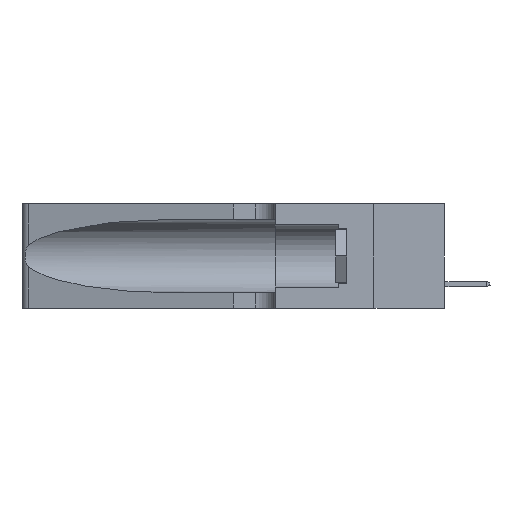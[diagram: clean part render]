
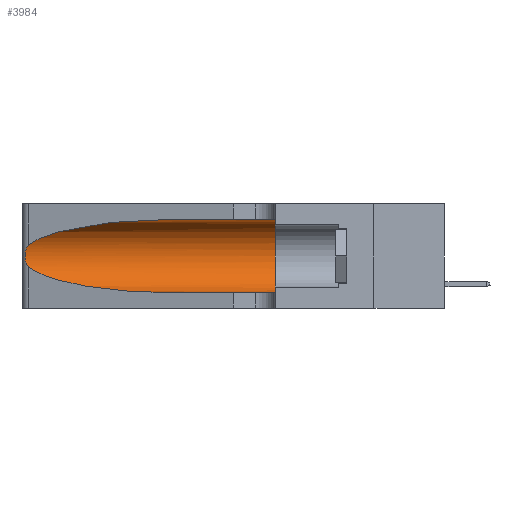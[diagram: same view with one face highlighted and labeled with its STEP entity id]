
A CAD part, left-side view. The second image highlights one B-rep face of the part: STEP entity #3984.
In plain terms, the highlighted cylindrical face has radius 3.308 mm (diameter 6.617 mm), a partial arc.
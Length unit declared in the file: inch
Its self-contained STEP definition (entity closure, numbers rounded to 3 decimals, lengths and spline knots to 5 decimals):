
#348 = CARTESIAN_POINT ( 'NONE',  ( 0.25487, 1.22718, 0.14631 ) ) ;
#1011 = CARTESIAN_POINT ( 'NONE',  ( 0.26075, 1.23896, 0.178 ) ) ;
#3332 =( BOUNDED_CURVE ( )  B_SPLINE_CURVE ( 3, ( #46798, #12465, #8630, #34633 ),
 .UNSPECIFIED., .F., .F. ) 
 B_SPLINE_CURVE_WITH_KNOTS ( ( 4, 4 ),
 ( 1.5708, 2.84003 ),
 .UNSPECIFIED. ) 
 CURVE ( )  GEOMETRIC_REPRESENTATION_ITEM ( )  RATIONAL_B_SPLINE_CURVE ( ( 1., 0.87, 0.87, 1. ) ) 
 REPRESENTATION_ITEM ( '' )  );
#3984 = ADVANCED_FACE ( 'NONE', ( #18221 ), #37314, .F. ) ;
#4781 =( BOUNDED_CURVE ( )  B_SPLINE_CURVE ( 3, ( #38924, #31567, #12599, #8950 ),
 .UNSPECIFIED., .F., .F. ) 
 B_SPLINE_CURVE_WITH_KNOTS ( ( 4, 4 ),
 ( 3.44316, 4.71239 ),
 .UNSPECIFIED. ) 
 CURVE ( )  GEOMETRIC_REPRESENTATION_ITEM ( )  RATIONAL_B_SPLINE_CURVE ( ( 1., 0.87, 0.87, 1. ) ) 
 REPRESENTATION_ITEM ( '' )  );
#4824 = CARTESIAN_POINT ( 'NONE',  ( 0.26017, 1.23833, 0.17102 ) ) ;
#5811 = CARTESIAN_POINT ( 'NONE',  ( 0.25487, 1.22718, 0.14631 ) ) ;
#6834 = DIRECTION ( 'NONE',  ( 0., -1., 0. ) ) ;
#7867 = CARTESIAN_POINT ( 'NONE',  ( 0.25856, 1.23593, 0.16098 ) ) ;
#8164 = CARTESIAN_POINT ( 'NONE',  ( 0.25639, 1.23184, 0.21858 ) ) ;
#8518 = EDGE_CURVE ( 'NONE', #40862, #46880, #45201, .T. ) ;
#8630 = CARTESIAN_POINT ( 'NONE',  ( 0.2373, 1.15595, 0.28018 ) ) ;
#8824 = CARTESIAN_POINT ( 'NONE',  ( 0.1305, 0.35, 0.31525 ) ) ;
#8950 = CARTESIAN_POINT ( 'NONE',  ( 0.1305, 0.72297, 0.05475 ) ) ;
#9412 = VECTOR ( 'NONE', #25726, 39.37008 ) ;
#11678 = CARTESIAN_POINT ( 'NONE',  ( 0.25789, 1.23486, 0.15765 ) ) ;
#11853 = CARTESIAN_POINT ( 'NONE',  ( 0.25487, 1.22718, 0.22369 ) ) ;
#12465 = CARTESIAN_POINT ( 'NONE',  ( 0.18966, 0.96281, 0.31525 ) ) ;
#12493 = CARTESIAN_POINT ( 'NONE',  ( 0.1305, 0.72297, 0.31525 ) ) ;
#12576 = CARTESIAN_POINT ( 'NONE',  ( 0.25487, 1.22718, 0.22369 ) ) ;
#12599 = CARTESIAN_POINT ( 'NONE',  ( 0.18966, 0.96281, 0.05475 ) ) ;
#12786 = ORIENTED_EDGE ( 'NONE', *, *, #25170, .F. ) ;
#13735 = B_SPLINE_CURVE_WITH_KNOTS ( 'NONE', 3,
 ( #11853, #35165, #8164, #16138, #42804, #19988, #15485, #1011, #4824, #7867, #11678, #34520, #42157, #348 ),
 .UNSPECIFIED., .F., .F.,
 ( 4, 2, 2, 2, 2, 2, 4 ),
 ( 0., 0.00027, 0.00053, 0.00107, 0.0016, 0.00187, 0.00214 ),
 .UNSPECIFIED. ) ;
#14396 = CARTESIAN_POINT ( 'NONE',  ( 0.1305, 0.72297, 0.05475 ) ) ;
#14888 = DIRECTION ( 'NONE',  ( 0., 0., 1. ) ) ;
#15485 = CARTESIAN_POINT ( 'NONE',  ( 0.26075, 1.23896, 0.19203 ) ) ;
#16138 = CARTESIAN_POINT ( 'NONE',  ( 0.25787, 1.23484, 0.2124 ) ) ;
#16558 = VERTEX_POINT ( 'NONE', #14396 ) ;
#17630 = CARTESIAN_POINT ( 'NONE',  ( 0.1305, 1.61858, 0.05475 ) ) ;
#17771 = LINE ( 'NONE', #44286, #9412 ) ;
#18221 = FACE_OUTER_BOUND ( 'NONE', #21549, .T. ) ;
#18867 = ORIENTED_EDGE ( 'NONE', *, *, #26148, .T. ) ;
#19386 = CARTESIAN_POINT ( 'NONE',  ( 0.1305, 1.61858, 0.185 ) ) ;
#19988 = CARTESIAN_POINT ( 'NONE',  ( 0.26018, 1.23835, 0.19895 ) ) ;
#21549 = EDGE_LOOP ( 'NONE', ( #18867, #33308, #31408, #29452, #24953, #12786 ) ) ;
#22686 = DIRECTION ( 'NONE',  ( 0., 1., 0. ) ) ;
#24953 = ORIENTED_EDGE ( 'NONE', *, *, #8518, .F. ) ;
#25170 = EDGE_CURVE ( 'NONE', #39997, #40862, #17771, .T. ) ;
#25726 = DIRECTION ( 'NONE',  ( 0., -1., 0. ) ) ;
#26148 = EDGE_CURVE ( 'NONE', #39997, #32209, #3332, .T. ) ;
#27819 = EDGE_CURVE ( 'NONE', #16558, #46880, #40234, .T. ) ;
#29452 = ORIENTED_EDGE ( 'NONE', *, *, #27819, .T. ) ;
#31408 = ORIENTED_EDGE ( 'NONE', *, *, #35088, .T. ) ;
#31567 = CARTESIAN_POINT ( 'NONE',  ( 0.2373, 1.15595, 0.08982 ) ) ;
#31714 = AXIS2_PLACEMENT_3D ( 'NONE', #37743, #22686, #14888 ) ;
#32209 = VERTEX_POINT ( 'NONE', #12576 ) ;
#33308 = ORIENTED_EDGE ( 'NONE', *, *, #48874, .T. ) ;
#34092 = DIRECTION ( 'NONE',  ( 0., 0., -1. ) ) ;
#34520 = CARTESIAN_POINT ( 'NONE',  ( 0.25639, 1.23186, 0.15144 ) ) ;
#34633 = CARTESIAN_POINT ( 'NONE',  ( 0.25487, 1.22718, 0.22369 ) ) ;
#35088 = EDGE_CURVE ( 'NONE', #48317, #16558, #4781, .T. ) ;
#35165 = CARTESIAN_POINT ( 'NONE',  ( 0.25555, 1.22994, 0.2215 ) ) ;
#37314 = CYLINDRICAL_SURFACE ( 'NONE', #47603, 0.13025 ) ;
#37743 = CARTESIAN_POINT ( 'NONE',  ( 0.1305, 0.35, 0.185 ) ) ;
#38924 = CARTESIAN_POINT ( 'NONE',  ( 0.25487, 1.22718, 0.14631 ) ) ;
#39912 = CARTESIAN_POINT ( 'NONE',  ( 0.1305, 0.35, 0.05475 ) ) ;
#39997 = VERTEX_POINT ( 'NONE', #12493 ) ;
#40234 = LINE ( 'NONE', #17630, #49143 ) ;
#40862 = VERTEX_POINT ( 'NONE', #8824 ) ;
#42056 = DIRECTION ( 'NONE',  ( 0., -1., 0. ) ) ;
#42157 = CARTESIAN_POINT ( 'NONE',  ( 0.25555, 1.22993, 0.14849 ) ) ;
#42804 = CARTESIAN_POINT ( 'NONE',  ( 0.25854, 1.2359, 0.20912 ) ) ;
#44286 = CARTESIAN_POINT ( 'NONE',  ( 0.1305, 1.61858, 0.31525 ) ) ;
#45201 = CIRCLE ( 'NONE', #31714, 0.13025 ) ;
#46798 = CARTESIAN_POINT ( 'NONE',  ( 0.1305, 0.72297, 0.31525 ) ) ;
#46880 = VERTEX_POINT ( 'NONE', #39912 ) ;
#47603 = AXIS2_PLACEMENT_3D ( 'NONE', #19386, #42056, #34092 ) ;
#48317 = VERTEX_POINT ( 'NONE', #5811 ) ;
#48874 = EDGE_CURVE ( 'NONE', #32209, #48317, #13735, .T. ) ;
#49143 = VECTOR ( 'NONE', #6834, 39.37008 ) ;
